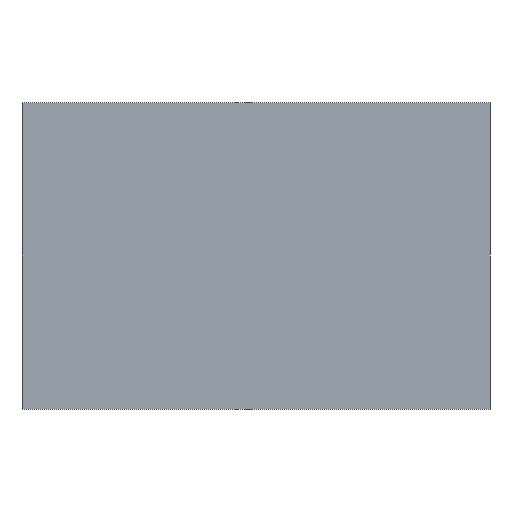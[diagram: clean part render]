
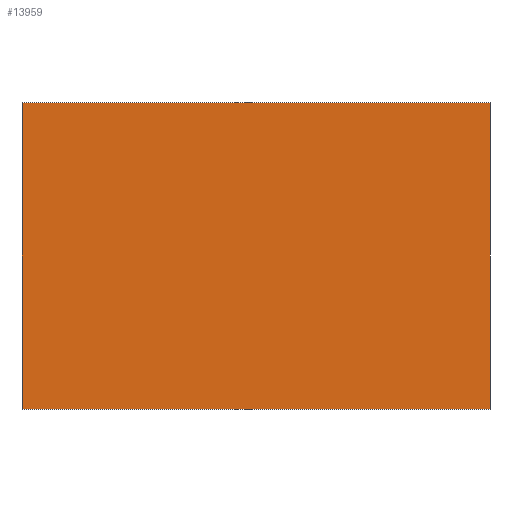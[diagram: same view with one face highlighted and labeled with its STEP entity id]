
A CAD part, front view. The second image highlights one B-rep face of the part: STEP entity #13959.
In plain terms, the highlighted free-form (B-spline) face has degree [1, 1] with [2, 2] control points.
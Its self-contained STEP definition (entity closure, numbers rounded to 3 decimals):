
#13902 = VERTEX_POINT('',#13903);
#13903 = CARTESIAN_POINT('',(-813.193,-106.556,
    532.781));
#13916 = VERTEX_POINT('',#13917);
#13917 = CARTESIAN_POINT('',(-813.193,-106.556,
    -532.781));
#13922 = EDGE_CURVE('',#13902,#13916,#13923,.T.);
#13923 = B_SPLINE_CURVE_WITH_KNOTS('',1,(#13924,#13925),.UNSPECIFIED.,
  .F.,.F.,(2,2),(0.,950.),.PIECEWISE_BEZIER_KNOTS.);
#13924 = CARTESIAN_POINT('',(-813.193,-106.556,
    532.781));
#13925 = CARTESIAN_POINT('',(-813.193,-106.556,
    -532.781));
#13938 = VERTEX_POINT('',#13939);
#13939 = CARTESIAN_POINT('',(813.193,-106.556,
    532.781));
#13950 = EDGE_CURVE('',#13938,#13902,#13951,.T.);
#13951 = B_SPLINE_CURVE_WITH_KNOTS('',1,(#13952,#13953),.UNSPECIFIED.,
  .F.,.F.,(2,2),(0.,1450.),.PIECEWISE_BEZIER_KNOTS.);
#13952 = CARTESIAN_POINT('',(813.193,-106.556,
    532.781));
#13953 = CARTESIAN_POINT('',(-813.193,-106.556,
    532.781));
#13959 = ADVANCED_FACE('',(#13960),#13976,.F.);
#13960 = FACE_BOUND('',#13961,.T.);
#13961 = EDGE_LOOP('',(#13962,#13969,#13970,#13971));
#13962 = ORIENTED_EDGE('',*,*,#13963,.T.);
#13963 = EDGE_CURVE('',#13964,#13938,#13966,.T.);
#13964 = VERTEX_POINT('',#13965);
#13965 = CARTESIAN_POINT('',(813.193,-106.556,
    -532.781));
#13966 = B_SPLINE_CURVE_WITH_KNOTS('',1,(#13967,#13968),.UNSPECIFIED.,
  .F.,.F.,(2,2),(0.,950.),.PIECEWISE_BEZIER_KNOTS.);
#13967 = CARTESIAN_POINT('',(813.193,-106.556,
    -532.781));
#13968 = CARTESIAN_POINT('',(813.193,-106.556,
    532.781));
#13969 = ORIENTED_EDGE('',*,*,#13950,.T.);
#13970 = ORIENTED_EDGE('',*,*,#13922,.T.);
#13971 = ORIENTED_EDGE('',*,*,#13972,.T.);
#13972 = EDGE_CURVE('',#13916,#13964,#13973,.T.);
#13973 = B_SPLINE_CURVE_WITH_KNOTS('',1,(#13974,#13975),.UNSPECIFIED.,
  .F.,.F.,(2,2),(0.,1450.),.PIECEWISE_BEZIER_KNOTS.);
#13974 = CARTESIAN_POINT('',(-813.193,-106.556,
    -532.781));
#13975 = CARTESIAN_POINT('',(813.193,-106.556,
    -532.781));
#13976 = B_SPLINE_SURFACE_WITH_KNOTS('',1,1,(
    (#13977,#13978)
    ,(#13979,#13980
  )),.UNSPECIFIED.,.F.,.F.,.F.,(2,2),(2,2),(-475.,475.),(-725.,725.),
  .PIECEWISE_BEZIER_KNOTS.);
#13977 = CARTESIAN_POINT('',(-813.193,-106.556,
    -532.781));
#13978 = CARTESIAN_POINT('',(813.193,-106.556,
    -532.781));
#13979 = CARTESIAN_POINT('',(-813.193,-106.556,
    532.781));
#13980 = CARTESIAN_POINT('',(813.193,-106.556,
    532.781));
